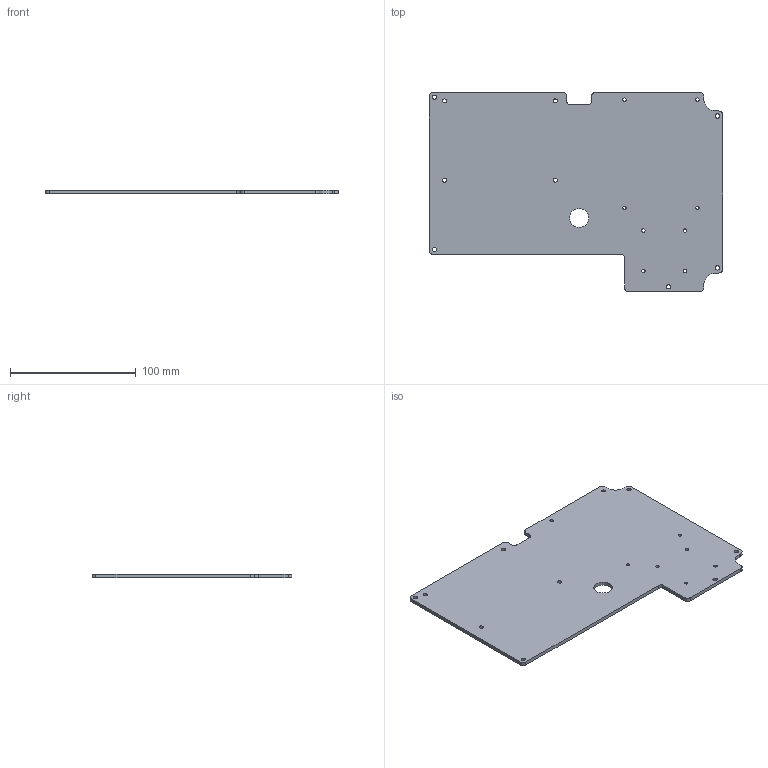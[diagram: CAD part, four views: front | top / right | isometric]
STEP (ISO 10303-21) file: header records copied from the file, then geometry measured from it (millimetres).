
FILE_DESCRIPTION( ( '' ), ' ' );
FILE_NAME( '5ef19a8e96bc14115f6e2457.step', '2020-06-23T06:00:46', ( '' ), ( '' ), ' ', ' ', ' ' );
FILE_SCHEMA( ( 'AUTOMOTIVE_DESIGN { 1 0 10303 214 1 1 1 1 }' ) );
Length unit declared in the file: metre
Products named in the file (1): Upper Plate
Bounding box: 232.92 x 158.75 x 3 mm (x, y, z)
Volume: 94333.3 mm3; surface area: 65856.4 mm2
Topology: 1 solids, 1 shells, 48 faces, 138 edges, 92 vertices
Faces by surface type: cylinder 32, plane 16
Full cylindrical faces by diameter (mm): 2.75 x8, 3.2 x4, 3.4 x5, 15 x1
Entity records: 1988 total; most frequent: DIRECTION 282, CARTESIAN_POINT 261, ORIENTED_EDGE 240, EDGE_CURVE 120, AXIS2_PLACEMENT_3D 113, EDGE_LOOP 102, VERTEX_POINT 92, FACE_OUTER_BOUND 66
